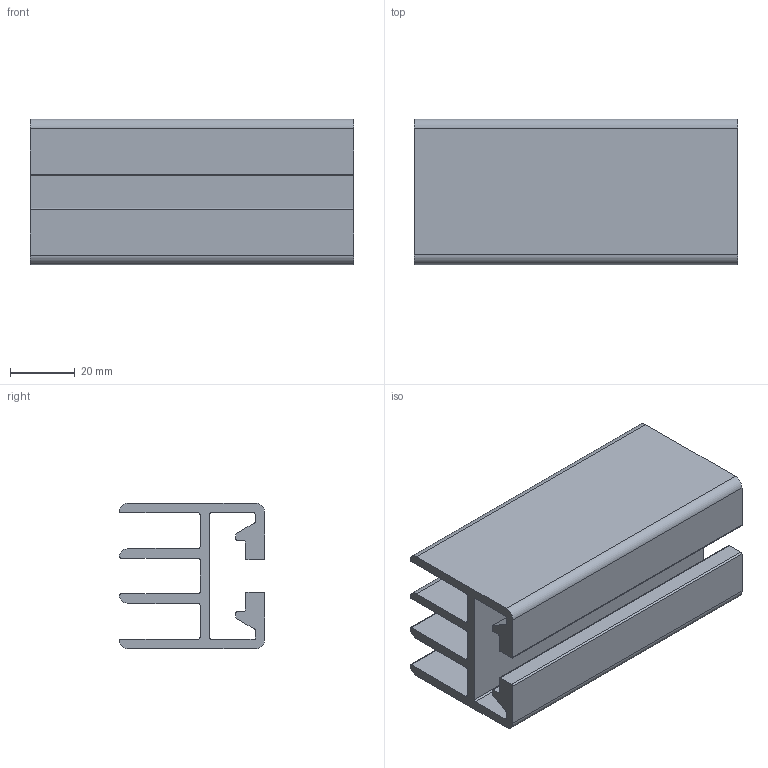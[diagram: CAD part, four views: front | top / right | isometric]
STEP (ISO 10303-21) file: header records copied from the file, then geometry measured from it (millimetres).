
FILE_DESCRIPTION (( 'STEP AP214' ), '1' );
FILE_NAME ('45x45-SD.STEP', '2013-08-22T20:18:53', ( 'John' ), ( '' ), 'SwSTEP 2.0', 'SolidWorks 2013', '' );
FILE_SCHEMA (( 'AUTOMOTIVE_DESIGN' ));
Length unit declared in the file: millimetre
Products named in the file (1): 45x45-SD
Bounding box: 100 x 44.95 x 45 mm (x, y, z)
Volume: 69317.5 mm3; surface area: 44212.9 mm2
Topology: 1 solids, 1 shells, 61 faces, 177 edges, 118 vertices
Faces by surface type: cylinder 31, plane 30
Entity records: 2067 total; most frequent: DIRECTION 363, CARTESIAN_POINT 357, ORIENTED_EDGE 354, EDGE_CURVE 177, AXIS2_PLACEMENT_3D 124, VERTEX_POINT 118, LINE 115, VECTOR 115
